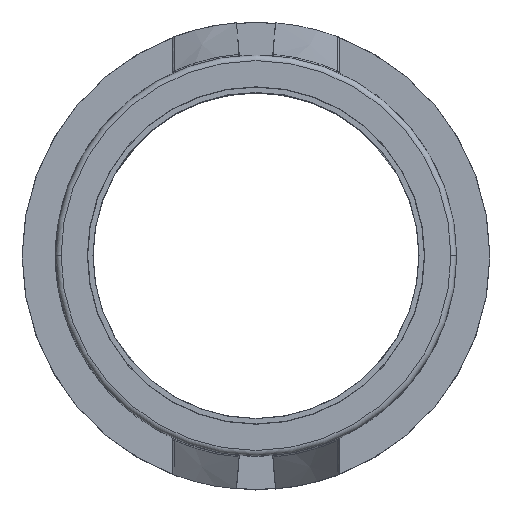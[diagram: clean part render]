
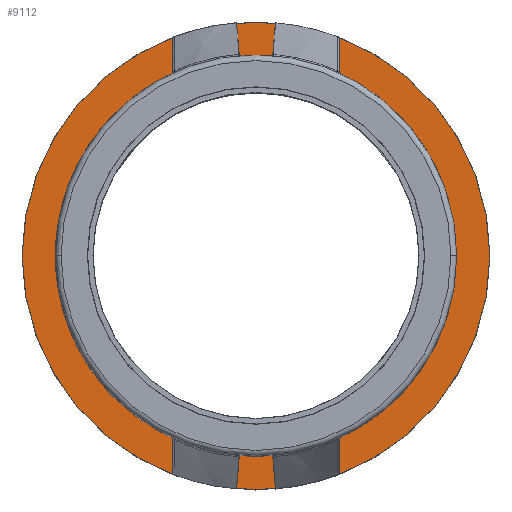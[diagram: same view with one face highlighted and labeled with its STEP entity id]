
A CAD part, top view. The second image highlights one B-rep face of the part: STEP entity #9112.
In plain terms, the highlighted planar face has unit normal (0, 0, 1).
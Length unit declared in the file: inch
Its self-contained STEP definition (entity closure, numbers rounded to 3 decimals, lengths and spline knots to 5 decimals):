
#21 = DIRECTION ( 'NONE',  ( 1., 0., 0. ) ) ;
#76 = AXIS2_PLACEMENT_3D ( 'NONE', #7346, #4972, #4113 ) ;
#94 = DIRECTION ( 'NONE',  ( 0., 0., -1. ) ) ;
#263 = VERTEX_POINT ( 'NONE', #9462 ) ;
#388 = DIRECTION ( 'NONE',  ( 0., 0., 1. ) ) ;
#426 = CARTESIAN_POINT ( 'NONE',  ( 0., 0., -0.13912 ) ) ;
#504 = CARTESIAN_POINT ( 'NONE',  ( 0., 0., -0.13912 ) ) ;
#624 = CIRCLE ( 'NONE', #76, 0.00413 ) ;
#636 = LINE ( 'NONE', #5436, #2792 ) ;
#771 = CARTESIAN_POINT ( 'NONE',  ( 0., 0., -0.13912 ) ) ;
#847 = CARTESIAN_POINT ( 'NONE',  ( -0.17034, 0.22405, -0.13912 ) ) ;
#885 = EDGE_CURVE ( 'NONE', #8961, #4343, #9942, .T. ) ;
#897 = CARTESIAN_POINT ( 'NONE',  ( -0.1637, 0.22076, -0.13912 ) ) ;
#953 = ORIENTED_EDGE ( 'NONE', *, *, #3778, .T. ) ;
#1005 = AXIS2_PLACEMENT_3D ( 'NONE', #4429, #7629, #2701 ) ;
#1122 = EDGE_CURVE ( 'NONE', #263, #6641, #10189, .T. ) ;
#1275 = CARTESIAN_POINT ( 'NONE',  ( 0.28125, 0., -0.13912 ) ) ;
#1379 = CARTESIAN_POINT ( 'NONE',  ( 0.1637, 0., -0.13912 ) ) ;
#1389 = EDGE_CURVE ( 'NONE', #6641, #8961, #1964, .T. ) ;
#1492 = CARTESIAN_POINT ( 'NONE',  ( 0.1637, -0.22076, -0.13912 ) ) ;
#1495 = AXIS2_PLACEMENT_3D ( 'NONE', #7106, #2221, #3706 ) ;
#1558 = DIRECTION ( 'NONE',  ( 0., 0., -1. ) ) ;
#1605 = CARTESIAN_POINT ( 'NONE',  ( 0., 0., -0.13912 ) ) ;
#1694 = CARTESIAN_POINT ( 'NONE',  ( 0., 0., -0.13912 ) ) ;
#1893 = CARTESIAN_POINT ( 'NONE',  ( -0.1637, 0.1597, -0.13912 ) ) ;
#1964 = CIRCLE ( 'NONE', #6533, 0.28145 ) ;
#1972 = PLANE ( 'NONE',  #4300 ) ;
#2021 = AXIS2_PLACEMENT_3D ( 'NONE', #7186, #9621, #10375 ) ;
#2160 = CIRCLE ( 'NONE', #5079, 0.00413 ) ;
#2180 = CARTESIAN_POINT ( 'NONE',  ( 0.28145, 0., -0.13912 ) ) ;
#2195 = DIRECTION ( 'NONE',  ( 1., 0., 0. ) ) ;
#2205 = EDGE_CURVE ( 'NONE', #5090, #6980, #5414, .T. ) ;
#2210 = EDGE_LOOP ( 'NONE', ( #2340, #3630, #953, #6844, #4966, #3204, #9000, #4586, #3212, #6380, #7483, #9763, #3777 ) ) ;
#2221 = DIRECTION ( 'NONE',  ( 0., 0., -1. ) ) ;
#2239 = DIRECTION ( 'NONE',  ( 1., 0., 0. ) ) ;
#2278 = EDGE_CURVE ( 'NONE', #3359, #9835, #4399, .T. ) ;
#2340 = ORIENTED_EDGE ( 'NONE', *, *, #5594, .T. ) ;
#2355 = CARTESIAN_POINT ( 'NONE',  ( -0.32793, 0., -0.13912 ) ) ;
#2701 = DIRECTION ( 'NONE',  ( 1., 0., 0. ) ) ;
#2771 = CIRCLE ( 'NONE', #3583, 0.32793 ) ;
#2792 = VECTOR ( 'NONE', #7818, 39.37008 ) ;
#2823 = CARTESIAN_POINT ( 'NONE',  ( -0.1637, -0.1597, -0.13912 ) ) ;
#2864 = ORIENTED_EDGE ( 'NONE', *, *, #7183, .T. ) ;
#3103 = CARTESIAN_POINT ( 'NONE',  ( 0.16784, -0.22076, -0.13912 ) ) ;
#3204 = ORIENTED_EDGE ( 'NONE', *, *, #2205, .T. ) ;
#3212 = ORIENTED_EDGE ( 'NONE', *, *, #1122, .T. ) ;
#3221 = DIRECTION ( 'NONE',  ( 1., 0., 0. ) ) ;
#3252 = CIRCLE ( 'NONE', #5941, 0.28145 ) ;
#3254 = DIRECTION ( 'NONE',  ( 1., 0., 0. ) ) ;
#3359 = VERTEX_POINT ( 'NONE', #2180 ) ;
#3518 = VECTOR ( 'NONE', #5484, 39.37008 ) ;
#3583 = AXIS2_PLACEMENT_3D ( 'NONE', #426, #388, #6112 ) ;
#3630 = ORIENTED_EDGE ( 'NONE', *, *, #6921, .T. ) ;
#3706 = DIRECTION ( 'NONE',  ( 1., 0., 0. ) ) ;
#3746 = VERTEX_POINT ( 'NONE', #6333 ) ;
#3777 = ORIENTED_EDGE ( 'NONE', *, *, #6928, .T. ) ;
#3778 = EDGE_CURVE ( 'NONE', #6097, #3359, #3252, .T. ) ;
#3833 = CARTESIAN_POINT ( 'NONE',  ( -0.1637, 0., -0.13912 ) ) ;
#3841 = VECTOR ( 'NONE', #6113, 39.37008 ) ;
#4113 = DIRECTION ( 'NONE',  ( 1., 0., 0. ) ) ;
#4124 = EDGE_CURVE ( 'NONE', #4343, #5532, #9608, .T. ) ;
#4243 = EDGE_CURVE ( 'NONE', #9835, #5090, #2160, .T. ) ;
#4300 = AXIS2_PLACEMENT_3D ( 'NONE', #1275, #7123, #2239 ) ;
#4343 = VERTEX_POINT ( 'NONE', #897 ) ;
#4399 = CIRCLE ( 'NONE', #8703, 0.28145 ) ;
#4429 = CARTESIAN_POINT ( 'NONE',  ( -0.16784, 0.22076, -0.13912 ) ) ;
#4555 = VERTEX_POINT ( 'NONE', #2823 ) ;
#4586 = ORIENTED_EDGE ( 'NONE', *, *, #4716, .T. ) ;
#4716 = EDGE_CURVE ( 'NONE', #4555, #263, #10368, .T. ) ;
#4790 = VERTEX_POINT ( 'NONE', #2355 ) ;
#4966 = ORIENTED_EDGE ( 'NONE', *, *, #4243, .T. ) ;
#4972 = DIRECTION ( 'NONE',  ( 0., 0., -1. ) ) ;
#5012 = CARTESIAN_POINT ( 'NONE',  ( 0.17034, -0.22405, -0.13912 ) ) ;
#5048 = FACE_BOUND ( 'NONE', #2210, .T. ) ;
#5079 = AXIS2_PLACEMENT_3D ( 'NONE', #3103, #5412, #2195 ) ;
#5090 = VERTEX_POINT ( 'NONE', #1492 ) ;
#5150 = CIRCLE ( 'NONE', #1495, 0.2287 ) ;
#5412 = DIRECTION ( 'NONE',  ( 0., 0., -1. ) ) ;
#5414 = LINE ( 'NONE', #1379, #3518 ) ;
#5436 = CARTESIAN_POINT ( 'NONE',  ( 0.1637, 0., -0.13912 ) ) ;
#5458 = CARTESIAN_POINT ( 'NONE',  ( 0.32793, 0., -0.13913 ) ) ;
#5484 = DIRECTION ( 'NONE',  ( 0., 1., 0. ) ) ;
#5532 = VERTEX_POINT ( 'NONE', #1893 ) ;
#5594 = EDGE_CURVE ( 'NONE', #7894, #3746, #636, .T. ) ;
#5625 = AXIS2_PLACEMENT_3D ( 'NONE', #7417, #8258, #21 ) ;
#5941 = AXIS2_PLACEMENT_3D ( 'NONE', #1694, #94, #3254 ) ;
#6097 = VERTEX_POINT ( 'NONE', #7832 ) ;
#6112 = DIRECTION ( 'NONE',  ( 1., 0., 0. ) ) ;
#6113 = DIRECTION ( 'NONE',  ( 0., -1., 0. ) ) ;
#6333 = CARTESIAN_POINT ( 'NONE',  ( 0.1637, 0.22076, -0.13912 ) ) ;
#6380 = ORIENTED_EDGE ( 'NONE', *, *, #1389, .T. ) ;
#6466 = DIRECTION ( 'NONE',  ( 1., 0., 0. ) ) ;
#6510 = CARTESIAN_POINT ( 'NONE',  ( 0.1637, -0.1597, -0.13912 ) ) ;
#6533 = AXIS2_PLACEMENT_3D ( 'NONE', #504, #7015, #9512 ) ;
#6641 = VERTEX_POINT ( 'NONE', #7724 ) ;
#6663 = VERTEX_POINT ( 'NONE', #5458 ) ;
#6723 = CIRCLE ( 'NONE', #5625, 0.2287 ) ;
#6794 = EDGE_CURVE ( 'NONE', #6663, #4790, #7779, .T. ) ;
#6844 = ORIENTED_EDGE ( 'NONE', *, *, #2278, .T. ) ;
#6921 = EDGE_CURVE ( 'NONE', #3746, #6097, #624, .T. ) ;
#6928 = EDGE_CURVE ( 'NONE', #5532, #7894, #6723, .T. ) ;
#6980 = VERTEX_POINT ( 'NONE', #6510 ) ;
#7014 = CARTESIAN_POINT ( 'NONE',  ( -0.1637, 0., -0.13912 ) ) ;
#7015 = DIRECTION ( 'NONE',  ( 0., 0., -1. ) ) ;
#7106 = CARTESIAN_POINT ( 'NONE',  ( 0., 0., -0.13912 ) ) ;
#7123 = DIRECTION ( 'NONE',  ( 0., 0., 1. ) ) ;
#7183 = EDGE_CURVE ( 'NONE', #4790, #6663, #2771, .T. ) ;
#7186 = CARTESIAN_POINT ( 'NONE',  ( -0.16784, -0.22076, -0.13912 ) ) ;
#7346 = CARTESIAN_POINT ( 'NONE',  ( 0.16784, 0.22076, -0.13912 ) ) ;
#7417 = CARTESIAN_POINT ( 'NONE',  ( 0., 0., -0.13912 ) ) ;
#7483 = ORIENTED_EDGE ( 'NONE', *, *, #885, .T. ) ;
#7629 = DIRECTION ( 'NONE',  ( 0., 0., -1. ) ) ;
#7724 = CARTESIAN_POINT ( 'NONE',  ( -0.17034, -0.22405, -0.13912 ) ) ;
#7779 = CIRCLE ( 'NONE', #8169, 0.32793 ) ;
#7794 = VECTOR ( 'NONE', #8811, 39.37008 ) ;
#7818 = DIRECTION ( 'NONE',  ( 0., 1., 0. ) ) ;
#7832 = CARTESIAN_POINT ( 'NONE',  ( 0.17034, 0.22405, -0.13912 ) ) ;
#7894 = VERTEX_POINT ( 'NONE', #9755 ) ;
#8169 = AXIS2_PLACEMENT_3D ( 'NONE', #1605, #9776, #3221 ) ;
#8258 = DIRECTION ( 'NONE',  ( 0., 0., -1. ) ) ;
#8703 = AXIS2_PLACEMENT_3D ( 'NONE', #771, #1558, #6466 ) ;
#8739 = ORIENTED_EDGE ( 'NONE', *, *, #6794, .T. ) ;
#8811 = DIRECTION ( 'NONE',  ( 0., -1., 0. ) ) ;
#8961 = VERTEX_POINT ( 'NONE', #847 ) ;
#9000 = ORIENTED_EDGE ( 'NONE', *, *, #10529, .T. ) ;
#9038 = FACE_OUTER_BOUND ( 'NONE', #10311, .T. ) ;
#9112 = ADVANCED_FACE ( 'NONE', ( #9038, #5048 ), #1972, .T. ) ;
#9462 = CARTESIAN_POINT ( 'NONE',  ( -0.1637, -0.22076, -0.13912 ) ) ;
#9512 = DIRECTION ( 'NONE',  ( 1., 0., 0. ) ) ;
#9608 = LINE ( 'NONE', #7014, #3841 ) ;
#9621 = DIRECTION ( 'NONE',  ( 0., 0., -1. ) ) ;
#9755 = CARTESIAN_POINT ( 'NONE',  ( 0.1637, 0.1597, -0.13912 ) ) ;
#9763 = ORIENTED_EDGE ( 'NONE', *, *, #4124, .T. ) ;
#9776 = DIRECTION ( 'NONE',  ( 0., 0., 1. ) ) ;
#9835 = VERTEX_POINT ( 'NONE', #5012 ) ;
#9942 = CIRCLE ( 'NONE', #1005, 0.00413 ) ;
#10189 = CIRCLE ( 'NONE', #2021, 0.00413 ) ;
#10311 = EDGE_LOOP ( 'NONE', ( #8739, #2864 ) ) ;
#10368 = LINE ( 'NONE', #3833, #7794 ) ;
#10375 = DIRECTION ( 'NONE',  ( 1., 0., 0. ) ) ;
#10529 = EDGE_CURVE ( 'NONE', #6980, #4555, #5150, .T. ) ;
